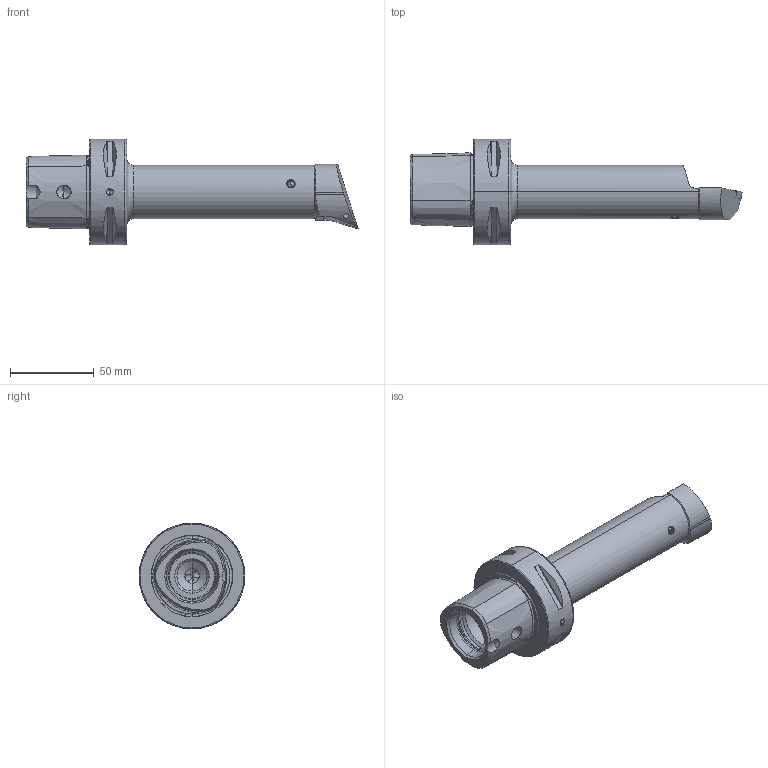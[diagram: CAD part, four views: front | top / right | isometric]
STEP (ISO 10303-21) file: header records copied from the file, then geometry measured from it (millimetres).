
FILE_DESCRIPTION (( 'STEP AP214' ), '1' );
FILE_NAME ('PS6.BDB.RQB.160.STEP', '2020-09-16T09:20:44', ( '' ), ( '' ), 'SwSTEP 2.0', 'SolidWorks 2017', '' );
FILE_SCHEMA (( 'AUTOMOTIVE_DESIGN' ));
Length unit declared in the file: millimetre
Products named in the file (5): PS6.BDB.RQB.160; PS6-BDB.RQB.160_A; KVT_MB_600_050; DCMT11T304; WCB-ER2.001.009_A
Assembly tree (4 placements, depth 2):
  PS6.BDB.RQB.160
    PS6-BDB.RQB.160_A
    DCMT11T304
    WCB-ER2.001.009_A
    KVT_MB_600_050
Bounding box: 198 x 63 x 63 mm (x, y, z)
Volume: 186747.7 mm3; surface area: 36586 mm2
Topology: 5 solids, 5 shells, 284 faces, 689 edges, 406 vertices
Faces by surface type: cone 100, cylinder 73, plane 53, torus 38, bspline 16, sphere 4
Entity records: 9601 total; most frequent: CARTESIAN_POINT 3073, ORIENTED_EDGE 1336, DIRECTION 1300, EDGE_CURVE 668, AXIS2_PLACEMENT_3D 532, VERTEX_POINT 403, EDGE_LOOP 303, ADVANCED_FACE 284
